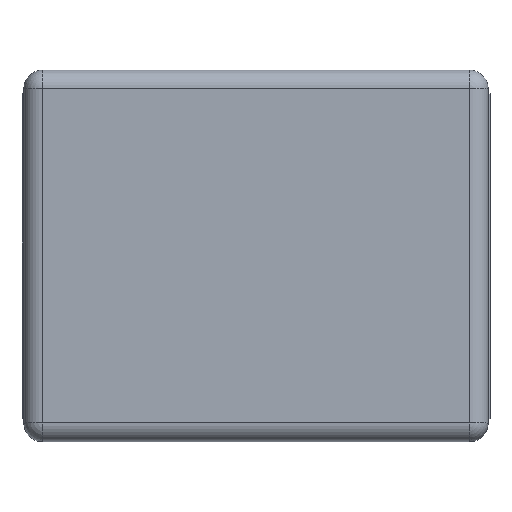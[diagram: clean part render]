
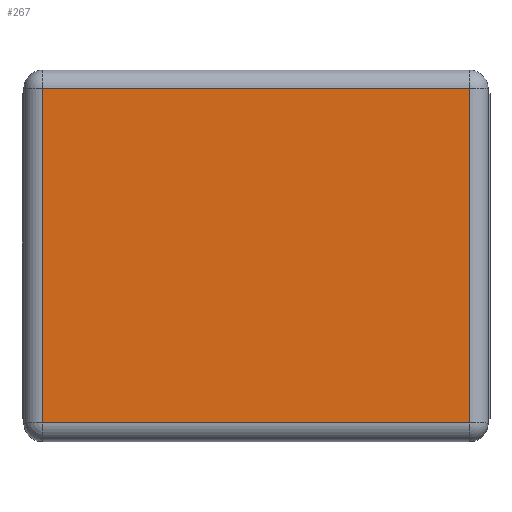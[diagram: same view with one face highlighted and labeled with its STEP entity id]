
A CAD part, top view. The second image highlights one B-rep face of the part: STEP entity #267.
In plain terms, the highlighted planar face has unit normal (0, 0, 1).
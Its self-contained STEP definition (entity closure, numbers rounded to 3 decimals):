
#13=DIRECTION('',(0.,0.,1.));
#27=VECTOR('',#28,1.);
#28=DIRECTION('',(0.,1.,0.));
#68=DIRECTION('',(1.,0.,0.));
#74=VERTEX_POINT('',#75);
#75=CARTESIAN_POINT('',(-1.15,-0.9,0.9));
#84=VERTEX_POINT('',#85);
#85=CARTESIAN_POINT('',(-1.15,0.9,0.9));
#91=ORIENTED_EDGE('',*,*,#92,.F.);
#92=EDGE_CURVE('',#74,#84,#93,.T.);
#93=LINE('',#75,#27);
#139=VECTOR('',#68,1.);
#267=ADVANCED_FACE('',(#268),#287,.T.);
#268=FACE_BOUND('',#269,.T.);
#269=EDGE_LOOP('',(#270,#91,#275,#282));
#270=ORIENTED_EDGE('',*,*,#271,.F.);
#271=EDGE_CURVE('',#84,#272,#274,.T.);
#272=VERTEX_POINT('',#273);
#273=CARTESIAN_POINT('',(1.15,0.9,0.9));
#274=LINE('',#85,#139);
#275=ORIENTED_EDGE('',*,*,#276,.F.);
#276=EDGE_CURVE('',#277,#74,#279,.T.);
#277=VERTEX_POINT('',#278);
#278=CARTESIAN_POINT('',(1.15,-0.9,0.9));
#279=LINE('',#278,#280);
#280=VECTOR('',#281,1.);
#281=DIRECTION('',(-1.,-0.,-0.));
#282=ORIENTED_EDGE('',*,*,#283,.F.);
#283=EDGE_CURVE('',#272,#277,#284,.T.);
#284=LINE('',#273,#285);
#285=VECTOR('',#286,1.);
#286=DIRECTION('',(-0.,-1.,-0.));
#287=PLANE('',#288);
#288=AXIS2_PLACEMENT_3D('',#289,#13,#68);
#289=CARTESIAN_POINT('',(-1.25,-1.,0.9));
